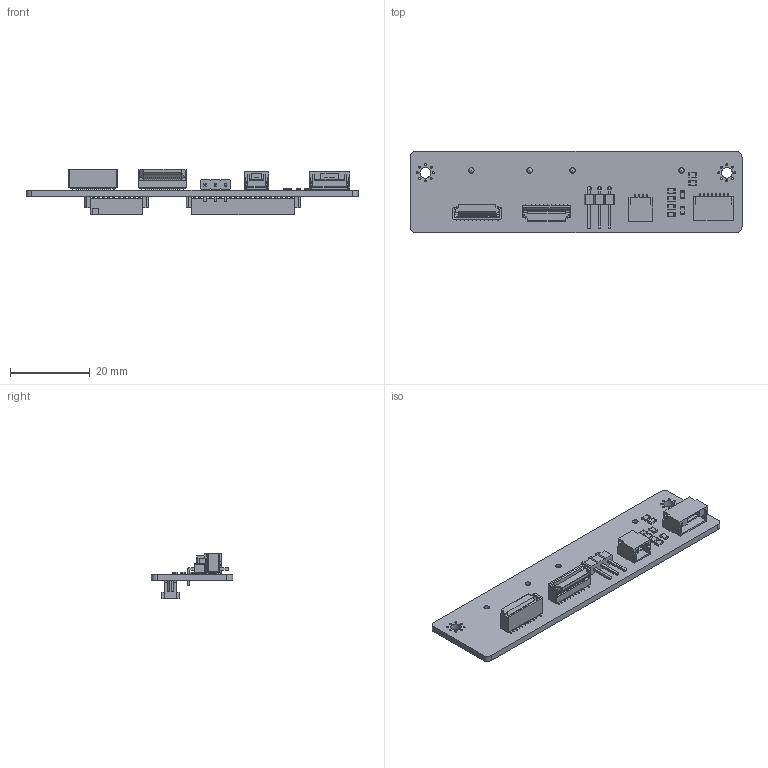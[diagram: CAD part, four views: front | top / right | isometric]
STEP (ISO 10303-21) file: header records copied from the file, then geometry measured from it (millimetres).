
FILE_DESCRIPTION(('KiCad electronic assembly'),'2;1');
FILE_NAME('hadron_io_breakouts.step','2024-10-21T09:47:10',('Pcbnew'),( 'Kicad'),'Open CASCADE STEP processor 7.8','KiCad to STEP converter' ,'Unknown');
FILE_SCHEMA(('AUTOMOTIVE_DESIGN { 1 0 10303 214 1 1 1 1 }'));
Length unit declared in the file: millimetre
Products named in the file (16): hadron_io_breakouts 1; SM08B-NSHSS-TB; SM08B-NSHSS; R_0805_2012Metric; TF38-18S-0.5SV(830)_4800214530_3D_STP; TF38-18S-0_5SV_3D; SM04B-NSHSS-TB; SM04B-NSHSS; PinHeader_1x03_P2.54mm_Horizontal; PinHeader_1x03_P254mm_Horizontal; SFM-110-02-L-D-A-P-TR; SFM-110-02-L-D-A; SFM-120-02-X-D-A; SFM-120-02-L-D-A; hadron_io_breakouts_PCB
Assembly tree (23 placements, depth 3):
  hadron_io_breakouts 1
    SM08B-NSHSS-TB
      SM08B-NSHSS
    R_0805_2012Metric  x8
      R_0805_2012Metric
    TF38-18S-0.5SV(830)_4800214530_3D_STP  x2
      TF38-18S-0_5SV_3D
    SM04B-NSHSS-TB
      SM04B-NSHSS
    PinHeader_1x03_P2.54mm_Horizontal
      PinHeader_1x03_P254mm_Horizontal
    SFM-110-02-L-D-A-P-TR
      SFM-110-02-L-D-A
    SFM-120-02-X-D-A
      SFM-120-02-L-D-A
    hadron_io_breakouts_PCB
Bounding box: 83.17 x 20.4 x 11.49 mm (x, y, z)
Volume: 3775 mm3; surface area: 6989.8 mm2
Topology: 18 solids, 18 shells, 3058 faces, 8282 edges, 5460 vertices
Faces by surface type: plane 2518, cylinder 520, torus 8, bspline 8, sphere 4
Full cylindrical faces by diameter (mm): 0.5 x16, 1 x3, 1.27 x4, 1.4 x2, 1.42 x2, 2.7 x2
Entity records: 66748 total; most frequent: CARTESIAN_POINT 12232, ORIENTED_EDGE 11160, DIRECTION 10344, EDGE_CURVE 5580, LINE 4900, VECTOR 4900, VERTEX_POINT 3688, AXIS2_PLACEMENT_3D 2722
